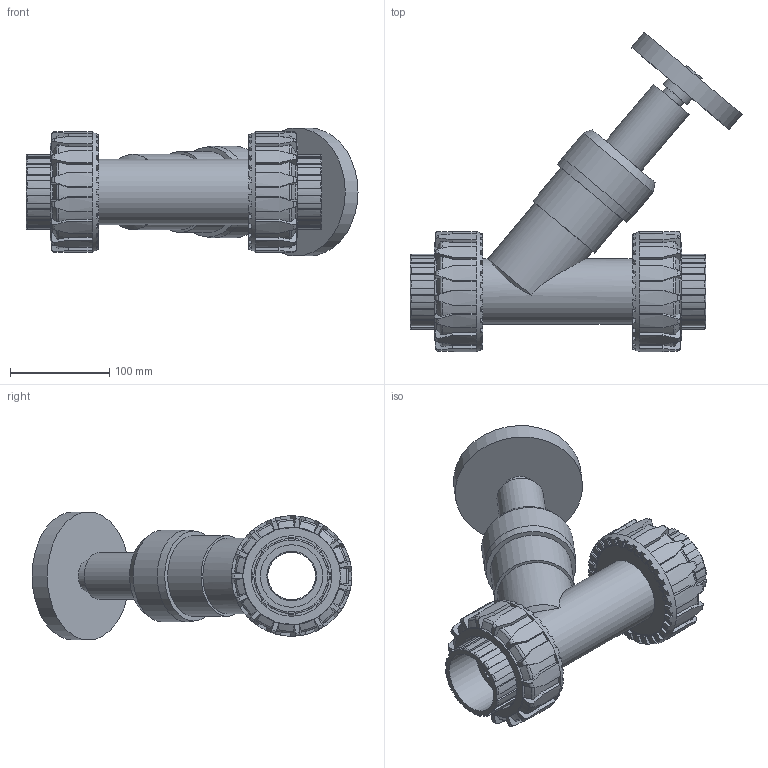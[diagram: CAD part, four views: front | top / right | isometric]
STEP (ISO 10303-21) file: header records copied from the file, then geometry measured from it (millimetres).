
FILE_DESCRIPTION(/* description */ (''),/* implementation_level */ '2;1');
FILE_NAME(/* name */ 'VVUIV063E.iam.stp',/* time_stamp */ '2013-10-01T10:43:58+02:00',/* author */ ('bfaro'),/* organization */ (''),/* preprocessor_version */ 'ST-DEVELOPER v15.2',/* originating_system */ 'Autodesk Inventor 2014',/* authorisation */ '');
FILE_SCHEMA (('AUTOMOTIVE_DESIGN { 1 0 10303 214 3 1 1 }'));
Length unit declared in the file: millimetre
Products named in the file (5): cassa RVU-V 63; ENDIV063; NTVKD063V; Volantino VV 63; VVUIV063E
Bounding box: 334.94 x 322.47 x 129.08 mm (x, y, z)
Volume: 2025668.9 mm3; surface area: 366948.4 mm2
Topology: 6 solids, 6 shells, 934 faces, 2652 edges, 1745 vertices
Faces by surface type: plane 668, cylinder 138, torus 92, cone 36
Full cylindrical faces by diameter (mm): 20.5 x1, 23.5 x1, 32 x1, 47 x2, 48 x1, 50 x2, 62 x1, 63 x2, 66 x1, 76 x3, 81.3 x2, 81.534 x1, 90.1 x2, 92.5 x1, 98.3 x2, 99 x2, 99.3 x2, 101.3 x2, 129.083 x1
Entity records: 16421 total; most frequent: CARTESIAN_POINT 3755, DIRECTION 2742, ORIENTED_EDGE 2644, EDGE_CURVE 1322, AXIS2_PLACEMENT_3D 1083, VERTEX_POINT 885, LINE 576, VECTOR 576
